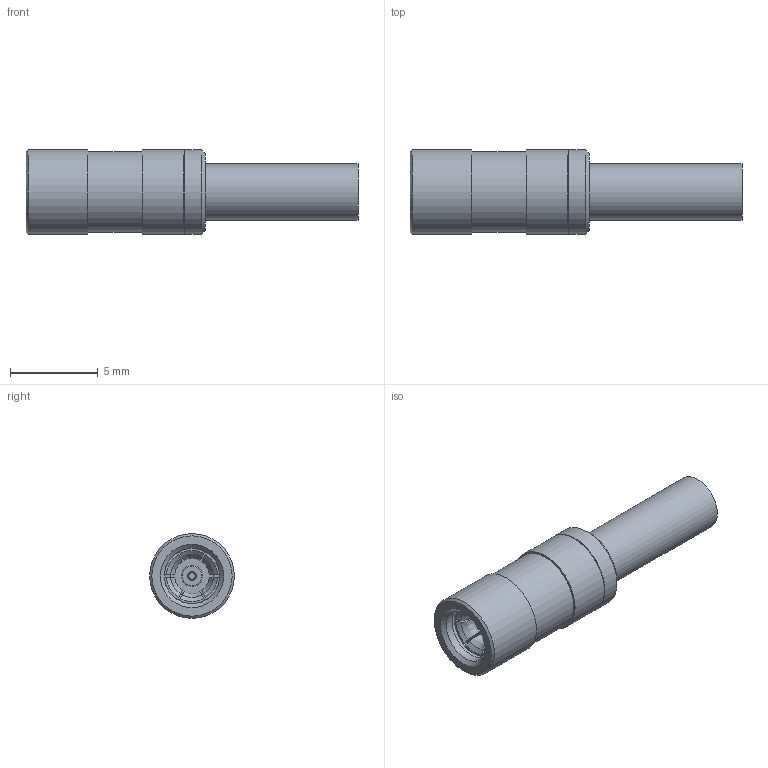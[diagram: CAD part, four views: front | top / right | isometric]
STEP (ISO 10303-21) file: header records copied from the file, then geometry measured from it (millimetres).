
FILE_DESCRIPTION (( 'STEP AP203' ), '1' );
FILE_NAME ('PE4019_3D.step', '2022-03-02T23:56:28', ( '' ), ( '' ), 'SwSTEP 2.0', 'SolidWorks 2021', '' );
FILE_SCHEMA (( 'CONFIG_CONTROL_DESIGN' ));
Length unit declared in the file: inch
Products named in the file (1): PE4019_3D
Bounding box: 18.92 x 4.83 x 4.83 mm (x, y, z)
Volume: 184.6 mm3; surface area: 525.4 mm2
Topology: 2 solids, 2 shells, 122 faces, 313 edges, 207 vertices
Faces by surface type: plane 64, cylinder 39, cone 13, bspline 6
Full cylindrical faces by diameter (mm): 0.358 x1, 0.51 x1, 1.092 x1, 1.195 x1, 1.803 x1, 2.3 x1, 2.434 x1, 3.156 x1, 3.2 x1, 3.783 x1, 4.597 x1, 4.696 x1, 4.826 x3
Entity records: 3831 total; most frequent: CARTESIAN_POINT 849, DIRECTION 606, ORIENTED_EDGE 576, EDGE_CURVE 288, AXIS2_PLACEMENT_3D 225, VERTEX_POINT 204, EDGE_LOOP 158, VECTOR 156
